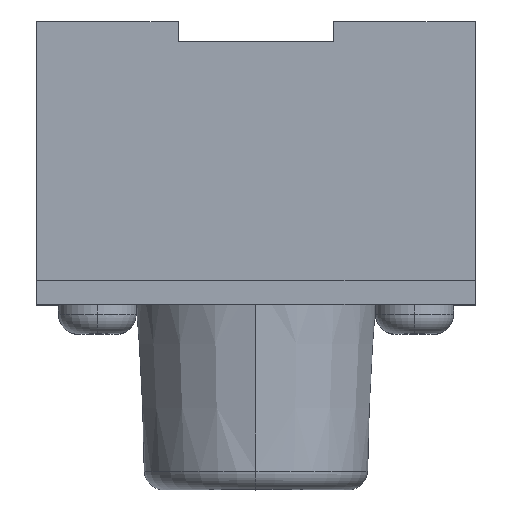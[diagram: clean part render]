
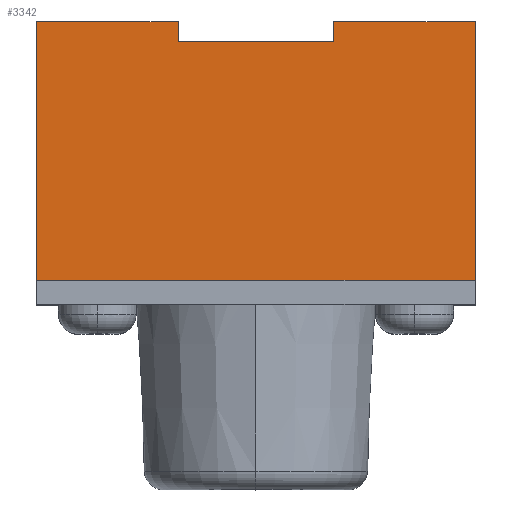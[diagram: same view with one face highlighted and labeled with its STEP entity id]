
A CAD part, top view. The second image highlights one B-rep face of the part: STEP entity #3342.
In plain terms, the highlighted planar face has unit normal (0, 0, 1).
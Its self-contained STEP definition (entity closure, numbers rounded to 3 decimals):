
#30 = EDGE_CURVE ( 'NONE', #11823, #14671, #13957, .T. ) ;
#325 = VERTEX_POINT ( 'NONE', #5737 ) ;
#405 = ORIENTED_EDGE ( 'NONE', *, *, #8728, .T. ) ;
#877 = LINE ( 'NONE', #4718, #17315 ) ;
#1238 = AXIS2_PLACEMENT_3D ( 'NONE', #3464, #13973, #16443 ) ;
#1757 = VERTEX_POINT ( 'NONE', #8984 ) ;
#2349 = DIRECTION ( 'NONE',  ( 0., 1., 0. ) ) ;
#2722 = ORIENTED_EDGE ( 'NONE', *, *, #30, .F. ) ;
#2830 = ORIENTED_EDGE ( 'NONE', *, *, #5245, .F. ) ;
#2852 = LINE ( 'NONE', #8424, #15204 ) ;
#2872 = VECTOR ( 'NONE', #8669, 1000. ) ;
#3285 = DIRECTION ( 'NONE',  ( 1., 0., 0. ) ) ;
#3342 = ADVANCED_FACE ( 'NONE', ( #8437 ), #10000, .F. ) ;
#3464 = CARTESIAN_POINT ( 'NONE',  ( -2.25, 1.325, 2.25 ) ) ;
#3543 = CARTESIAN_POINT ( 'NONE',  ( -2.25, 1.325, 2.25 ) ) ;
#3750 = LINE ( 'NONE', #9055, #14821 ) ;
#4718 = CARTESIAN_POINT ( 'NONE',  ( 0.8, 1.125, 2.25 ) ) ;
#5092 = ORIENTED_EDGE ( 'NONE', *, *, #7448, .T. ) ;
#5175 = EDGE_CURVE ( 'NONE', #11823, #13131, #16807, .T. ) ;
#5245 = EDGE_CURVE ( 'NONE', #325, #13131, #3750, .T. ) ;
#5485 = VECTOR ( 'NONE', #3285, 1000. ) ;
#5699 = DIRECTION ( 'NONE',  ( 0., -1., 0. ) ) ;
#5737 = CARTESIAN_POINT ( 'NONE',  ( -2.25, 1.325, 2.25 ) ) ;
#5738 = ORIENTED_EDGE ( 'NONE', *, *, #5175, .T. ) ;
#6534 = DIRECTION ( 'NONE',  ( 1., 0., 0. ) ) ;
#6836 = ORIENTED_EDGE ( 'NONE', *, *, #10510, .F. ) ;
#6837 = ORIENTED_EDGE ( 'NONE', *, *, #7702, .F. ) ;
#7448 = EDGE_CURVE ( 'NONE', #325, #13444, #8930, .T. ) ;
#7702 = EDGE_CURVE ( 'NONE', #14671, #14232, #877, .T. ) ;
#8424 = CARTESIAN_POINT ( 'NONE',  ( 2.25, 1.325, 2.25 ) ) ;
#8437 = FACE_OUTER_BOUND ( 'NONE', #14661, .T. ) ;
#8669 = DIRECTION ( 'NONE',  ( 1., 0., 0. ) ) ;
#8728 = EDGE_CURVE ( 'NONE', #13444, #13793, #12483, .T. ) ;
#8819 = CARTESIAN_POINT ( 'NONE',  ( -2.25, 1.325, 2.25 ) ) ;
#8855 = DIRECTION ( 'NONE',  ( 0., -1., 0. ) ) ;
#8930 = LINE ( 'NONE', #3543, #17304 ) ;
#8984 = CARTESIAN_POINT ( 'NONE',  ( 2.25, 1.325, 2.25 ) ) ;
#9055 = CARTESIAN_POINT ( 'NONE',  ( -2.25, 1.325, 2.25 ) ) ;
#9568 = VECTOR ( 'NONE', #6534, 1000. ) ;
#10000 = PLANE ( 'NONE',  #1238 ) ;
#10058 = DIRECTION ( 'NONE',  ( 0., 1., 0. ) ) ;
#10216 = LINE ( 'NONE', #8819, #9568 ) ;
#10510 = EDGE_CURVE ( 'NONE', #1757, #13793, #2852, .T. ) ;
#11309 = CARTESIAN_POINT ( 'NONE',  ( 0.8, 1.125, 2.25 ) ) ;
#11823 = VERTEX_POINT ( 'NONE', #15080 ) ;
#12483 = LINE ( 'NONE', #15227, #5485 ) ;
#12845 = ORIENTED_EDGE ( 'NONE', *, *, #14961, .F. ) ;
#12973 = CARTESIAN_POINT ( 'NONE',  ( 0.8, 1.125, 2.25 ) ) ;
#13131 = VERTEX_POINT ( 'NONE', #15793 ) ;
#13367 = CARTESIAN_POINT ( 'NONE',  ( -2.25, -1.325, 2.25 ) ) ;
#13444 = VERTEX_POINT ( 'NONE', #13367 ) ;
#13686 = CARTESIAN_POINT ( 'NONE',  ( 2.25, -1.325, 2.25 ) ) ;
#13793 = VERTEX_POINT ( 'NONE', #13686 ) ;
#13957 = LINE ( 'NONE', #11309, #2872 ) ;
#13973 = DIRECTION ( 'NONE',  ( 0., 0., -1. ) ) ;
#14232 = VERTEX_POINT ( 'NONE', #15994 ) ;
#14341 = CARTESIAN_POINT ( 'NONE',  ( -0.8, 1.125, 2.25 ) ) ;
#14437 = DIRECTION ( 'NONE',  ( 1., 0., 0. ) ) ;
#14661 = EDGE_LOOP ( 'NONE', ( #2722, #5738, #2830, #5092, #405, #6836, #12845, #6837 ) ) ;
#14671 = VERTEX_POINT ( 'NONE', #12973 ) ;
#14821 = VECTOR ( 'NONE', #14437, 1000. ) ;
#14961 = EDGE_CURVE ( 'NONE', #14232, #1757, #10216, .T. ) ;
#15080 = CARTESIAN_POINT ( 'NONE',  ( -0.8, 1.125, 2.25 ) ) ;
#15120 = VECTOR ( 'NONE', #2349, 1000. ) ;
#15204 = VECTOR ( 'NONE', #5699, 1000. ) ;
#15227 = CARTESIAN_POINT ( 'NONE',  ( -2.25, -1.325, 2.25 ) ) ;
#15793 = CARTESIAN_POINT ( 'NONE',  ( -0.8, 1.325, 2.25 ) ) ;
#15994 = CARTESIAN_POINT ( 'NONE',  ( 0.8, 1.325, 2.25 ) ) ;
#16443 = DIRECTION ( 'NONE',  ( -1., 0., 0. ) ) ;
#16807 = LINE ( 'NONE', #14341, #15120 ) ;
#17304 = VECTOR ( 'NONE', #8855, 1000. ) ;
#17315 = VECTOR ( 'NONE', #10058, 1000. ) ;
